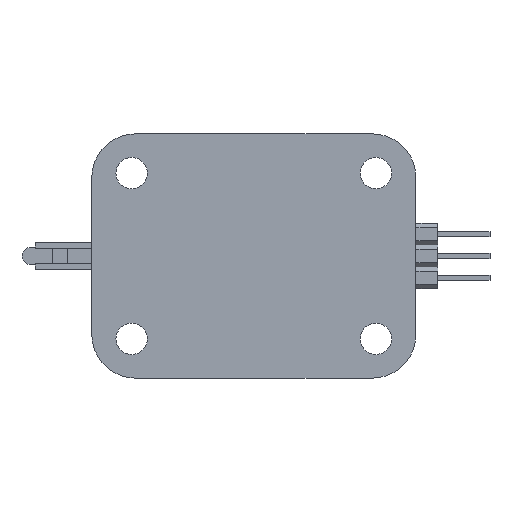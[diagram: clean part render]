
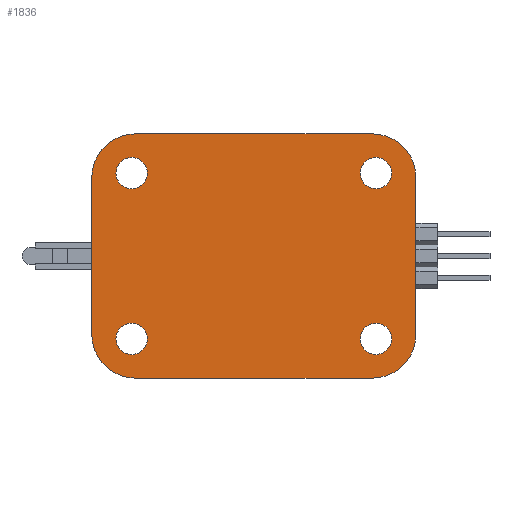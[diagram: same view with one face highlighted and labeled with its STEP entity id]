
A CAD part, front view. The second image highlights one B-rep face of the part: STEP entity #1836.
In plain terms, the highlighted planar face has unit normal (0, -1, 0).
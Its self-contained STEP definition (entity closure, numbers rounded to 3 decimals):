
#36 = CARTESIAN_POINT ( 'NONE',  ( 13.575, 0., -14. ) ) ;
#112 = CIRCLE ( 'NONE', #3741, 5. ) ;
#162 = ORIENTED_EDGE ( 'NONE', *, *, #3504, .T. ) ;
#318 = CARTESIAN_POINT ( 'NONE',  ( -13.575, 0., 9. ) ) ;
#326 = DIRECTION ( 'NONE',  ( -1., 0., 0. ) ) ;
#357 = CARTESIAN_POINT ( 'NONE',  ( -14., 0., -7.7 ) ) ;
#399 = CARTESIAN_POINT ( 'NONE',  ( -14., 0., 9.5 ) ) ;
#437 = VERTEX_POINT ( 'NONE', #2339 ) ;
#529 = VERTEX_POINT ( 'NONE', #1252 ) ;
#545 = CIRCLE ( 'NONE', #2009, 1.8 ) ;
#597 = VERTEX_POINT ( 'NONE', #3134 ) ;
#598 = ORIENTED_EDGE ( 'NONE', *, *, #5111, .T. ) ;
#670 = VERTEX_POINT ( 'NONE', #36 ) ;
#681 = DIRECTION ( 'NONE',  ( 0., 1., 0. ) ) ;
#695 = AXIS2_PLACEMENT_3D ( 'NONE', #4515, #5433, #1595 ) ;
#714 = FACE_BOUND ( 'NONE', #4326, .T. ) ;
#720 = ORIENTED_EDGE ( 'NONE', *, *, #2749, .F. ) ;
#750 = CARTESIAN_POINT ( 'NONE',  ( 14., 0., 7.7 ) ) ;
#827 = DIRECTION ( 'NONE',  ( 0., 1., 0. ) ) ;
#875 = DIRECTION ( 'NONE',  ( 0., 0., 1. ) ) ;
#927 = AXIS2_PLACEMENT_3D ( 'NONE', #1133, #681, #4485 ) ;
#962 = CARTESIAN_POINT ( 'NONE',  ( -14., 0., 11.3 ) ) ;
#1026 = EDGE_CURVE ( 'NONE', #4620, #529, #1051, .T. ) ;
#1029 = VERTEX_POINT ( 'NONE', #357 ) ;
#1035 = EDGE_CURVE ( 'NONE', #670, #1818, #4307, .T. ) ;
#1051 = CIRCLE ( 'NONE', #1781, 1.8 ) ;
#1133 = CARTESIAN_POINT ( 'NONE',  ( 14., 0., -9.5 ) ) ;
#1137 = CIRCLE ( 'NONE', #2510, 5. ) ;
#1139 = CARTESIAN_POINT ( 'NONE',  ( -13.575, 0., -14. ) ) ;
#1162 = AXIS2_PLACEMENT_3D ( 'NONE', #1947, #3623, #2781 ) ;
#1202 = EDGE_CURVE ( 'NONE', #3223, #3162, #1137, .T. ) ;
#1241 = CARTESIAN_POINT ( 'NONE',  ( 14., 0., -11.3 ) ) ;
#1252 = CARTESIAN_POINT ( 'NONE',  ( -14., 0., 7.7 ) ) ;
#1371 = ORIENTED_EDGE ( 'NONE', *, *, #2191, .F. ) ;
#1372 = EDGE_CURVE ( 'NONE', #1029, #5220, #2783, .T. ) ;
#1426 = DIRECTION ( 'NONE',  ( 0., 1., 0. ) ) ;
#1448 = AXIS2_PLACEMENT_3D ( 'NONE', #2449, #4122, #4926 ) ;
#1478 = VERTEX_POINT ( 'NONE', #4504 ) ;
#1562 = ORIENTED_EDGE ( 'NONE', *, *, #1035, .F. ) ;
#1595 = DIRECTION ( 'NONE',  ( 0., 0., 1. ) ) ;
#1712 = CIRCLE ( 'NONE', #1162, 5. ) ;
#1773 = ORIENTED_EDGE ( 'NONE', *, *, #3839, .F. ) ;
#1781 = AXIS2_PLACEMENT_3D ( 'NONE', #5466, #5549, #4280 ) ;
#1808 = EDGE_CURVE ( 'NONE', #5220, #1029, #4029, .T. ) ;
#1813 = ORIENTED_EDGE ( 'NONE', *, *, #3167, .F. ) ;
#1815 = LINE ( 'NONE', #3185, #3278 ) ;
#1818 = VERTEX_POINT ( 'NONE', #1139 ) ;
#1836 = ADVANCED_FACE ( 'NONE', ( #5013, #3282, #714, #5459, #2890 ), #4542, .F. ) ;
#1905 = CARTESIAN_POINT ( 'NONE',  ( -18.575, 0., -9. ) ) ;
#1907 = DIRECTION ( 'NONE',  ( 0., 0., -1. ) ) ;
#1947 = CARTESIAN_POINT ( 'NONE',  ( -13.575, 0., -9. ) ) ;
#1984 = ORIENTED_EDGE ( 'NONE', *, *, #1202, .F. ) ;
#2009 = AXIS2_PLACEMENT_3D ( 'NONE', #2974, #2593, #3906 ) ;
#2025 = CARTESIAN_POINT ( 'NONE',  ( 18.575, 0., 9. ) ) ;
#2089 = DIRECTION ( 'NONE',  ( 0., 0., 1. ) ) ;
#2137 = DIRECTION ( 'NONE',  ( 0., 0., 1. ) ) ;
#2191 = EDGE_CURVE ( 'NONE', #3465, #597, #4432, .T. ) ;
#2254 = DIRECTION ( 'NONE',  ( 0., 0., 1. ) ) ;
#2287 = CIRCLE ( 'NONE', #2934, 1.8 ) ;
#2312 = CARTESIAN_POINT ( 'NONE',  ( 18.575, 0., -9. ) ) ;
#2339 = CARTESIAN_POINT ( 'NONE',  ( 13.575, 0., 14. ) ) ;
#2449 = CARTESIAN_POINT ( 'NONE',  ( 13.575, 0., 9. ) ) ;
#2510 = AXIS2_PLACEMENT_3D ( 'NONE', #4381, #1426, #2254 ) ;
#2589 = CARTESIAN_POINT ( 'NONE',  ( 14., 0., 9.5 ) ) ;
#2593 = DIRECTION ( 'NONE',  ( 0., 1., 0. ) ) ;
#2682 = VERTEX_POINT ( 'NONE', #5368 ) ;
#2749 = EDGE_CURVE ( 'NONE', #1818, #5509, #1712, .T. ) ;
#2755 = AXIS2_PLACEMENT_3D ( 'NONE', #3850, #5526, #5553 ) ;
#2781 = DIRECTION ( 'NONE',  ( 0., 0., 1. ) ) ;
#2783 = CIRCLE ( 'NONE', #3316, 1.8 ) ;
#2833 = VERTEX_POINT ( 'NONE', #750 ) ;
#2840 = ORIENTED_EDGE ( 'NONE', *, *, #4511, .T. ) ;
#2856 = ORIENTED_EDGE ( 'NONE', *, *, #1372, .T. ) ;
#2890 = FACE_OUTER_BOUND ( 'NONE', #4113, .T. ) ;
#2907 = ORIENTED_EDGE ( 'NONE', *, *, #1026, .T. ) ;
#2934 = AXIS2_PLACEMENT_3D ( 'NONE', #2589, #4341, #875 ) ;
#2974 = CARTESIAN_POINT ( 'NONE',  ( 14., 0., -9.5 ) ) ;
#2982 = VECTOR ( 'NONE', #326, 1000. ) ;
#3048 = DIRECTION ( 'NONE',  ( 0., 0., -1. ) ) ;
#3060 = VERTEX_POINT ( 'NONE', #1241 ) ;
#3095 = DIRECTION ( 'NONE',  ( 0., 1., 0. ) ) ;
#3134 = CARTESIAN_POINT ( 'NONE',  ( 18.575, 0., -9. ) ) ;
#3162 = VERTEX_POINT ( 'NONE', #3337 ) ;
#3167 = EDGE_CURVE ( 'NONE', #3162, #437, #5324, .T. ) ;
#3185 = CARTESIAN_POINT ( 'NONE',  ( -18.575, 0., -9. ) ) ;
#3223 = VERTEX_POINT ( 'NONE', #4163 ) ;
#3278 = VECTOR ( 'NONE', #3551, 1000. ) ;
#3282 = FACE_BOUND ( 'NONE', #5161, .T. ) ;
#3316 = AXIS2_PLACEMENT_3D ( 'NONE', #4421, #4449, #4796 ) ;
#3337 = CARTESIAN_POINT ( 'NONE',  ( -13.575, 0., 14. ) ) ;
#3393 = DIRECTION ( 'NONE',  ( 0., 1., 0. ) ) ;
#3465 = VERTEX_POINT ( 'NONE', #2025 ) ;
#3504 = EDGE_CURVE ( 'NONE', #529, #4620, #3534, .T. ) ;
#3534 = CIRCLE ( 'NONE', #3809, 1.8 ) ;
#3551 = DIRECTION ( 'NONE',  ( 0., 0., 1. ) ) ;
#3623 = DIRECTION ( 'NONE',  ( 0., 1., 0. ) ) ;
#3701 = CARTESIAN_POINT ( 'NONE',  ( -13.575, 0., 14. ) ) ;
#3741 = AXIS2_PLACEMENT_3D ( 'NONE', #3977, #3095, #3048 ) ;
#3809 = AXIS2_PLACEMENT_3D ( 'NONE', #399, #827, #2137 ) ;
#3839 = EDGE_CURVE ( 'NONE', #437, #3465, #4949, .T. ) ;
#3844 = CARTESIAN_POINT ( 'NONE',  ( -13.575, 0., -14. ) ) ;
#3850 = CARTESIAN_POINT ( 'NONE',  ( 14., 0., 9.5 ) ) ;
#3881 = VECTOR ( 'NONE', #5018, 1000. ) ;
#3906 = DIRECTION ( 'NONE',  ( 0., 0., 1. ) ) ;
#3950 = CARTESIAN_POINT ( 'NONE',  ( -14., 0., -11.3 ) ) ;
#3977 = CARTESIAN_POINT ( 'NONE',  ( 13.575, 0., -9. ) ) ;
#3997 = CIRCLE ( 'NONE', #927, 1.8 ) ;
#4016 = ORIENTED_EDGE ( 'NONE', *, *, #1808, .T. ) ;
#4029 = CIRCLE ( 'NONE', #695, 1.8 ) ;
#4099 = EDGE_LOOP ( 'NONE', ( #4902, #2840 ) ) ;
#4113 = EDGE_LOOP ( 'NONE', ( #1984, #4650, #720, #1562, #4742, #1371, #1773, #1813 ) ) ;
#4119 = AXIS2_PLACEMENT_3D ( 'NONE', #318, #3393, #2089 ) ;
#4122 = DIRECTION ( 'NONE',  ( 0., 1., 0. ) ) ;
#4163 = CARTESIAN_POINT ( 'NONE',  ( -18.575, 0., 9. ) ) ;
#4280 = DIRECTION ( 'NONE',  ( 0., 0., 1. ) ) ;
#4307 = LINE ( 'NONE', #3844, #2982 ) ;
#4326 = EDGE_LOOP ( 'NONE', ( #598, #5521 ) ) ;
#4341 = DIRECTION ( 'NONE',  ( 0., 1., 0. ) ) ;
#4381 = CARTESIAN_POINT ( 'NONE',  ( -13.575, 0., 9. ) ) ;
#4421 = CARTESIAN_POINT ( 'NONE',  ( -14., 0., -9.5 ) ) ;
#4432 = LINE ( 'NONE', #2312, #5357 ) ;
#4449 = DIRECTION ( 'NONE',  ( 0., 1., 0. ) ) ;
#4485 = DIRECTION ( 'NONE',  ( 0., 0., 1. ) ) ;
#4504 = CARTESIAN_POINT ( 'NONE',  ( 14., 0., 11.3 ) ) ;
#4511 = EDGE_CURVE ( 'NONE', #3060, #2682, #545, .T. ) ;
#4515 = CARTESIAN_POINT ( 'NONE',  ( -14., 0., -9.5 ) ) ;
#4542 = PLANE ( 'NONE',  #4119 ) ;
#4604 = EDGE_CURVE ( 'NONE', #5509, #3223, #1815, .T. ) ;
#4612 = CIRCLE ( 'NONE', #2755, 1.8 ) ;
#4620 = VERTEX_POINT ( 'NONE', #962 ) ;
#4650 = ORIENTED_EDGE ( 'NONE', *, *, #4604, .F. ) ;
#4742 = ORIENTED_EDGE ( 'NONE', *, *, #5247, .F. ) ;
#4796 = DIRECTION ( 'NONE',  ( 0., 0., 1. ) ) ;
#4879 = EDGE_CURVE ( 'NONE', #2833, #1478, #2287, .T. ) ;
#4902 = ORIENTED_EDGE ( 'NONE', *, *, #5491, .T. ) ;
#4926 = DIRECTION ( 'NONE',  ( 0., 0., 1. ) ) ;
#4949 = CIRCLE ( 'NONE', #1448, 5. ) ;
#5013 = FACE_BOUND ( 'NONE', #5104, .T. ) ;
#5018 = DIRECTION ( 'NONE',  ( 1., 0., 0. ) ) ;
#5104 = EDGE_LOOP ( 'NONE', ( #2856, #4016 ) ) ;
#5111 = EDGE_CURVE ( 'NONE', #1478, #2833, #4612, .T. ) ;
#5161 = EDGE_LOOP ( 'NONE', ( #2907, #162 ) ) ;
#5220 = VERTEX_POINT ( 'NONE', #3950 ) ;
#5247 = EDGE_CURVE ( 'NONE', #597, #670, #112, .T. ) ;
#5324 = LINE ( 'NONE', #3701, #3881 ) ;
#5357 = VECTOR ( 'NONE', #1907, 1000. ) ;
#5368 = CARTESIAN_POINT ( 'NONE',  ( 14., 0., -7.7 ) ) ;
#5433 = DIRECTION ( 'NONE',  ( 0., 1., 0. ) ) ;
#5459 = FACE_BOUND ( 'NONE', #4099, .T. ) ;
#5466 = CARTESIAN_POINT ( 'NONE',  ( -14., 0., 9.5 ) ) ;
#5491 = EDGE_CURVE ( 'NONE', #2682, #3060, #3997, .T. ) ;
#5509 = VERTEX_POINT ( 'NONE', #1905 ) ;
#5521 = ORIENTED_EDGE ( 'NONE', *, *, #4879, .T. ) ;
#5526 = DIRECTION ( 'NONE',  ( 0., 1., 0. ) ) ;
#5549 = DIRECTION ( 'NONE',  ( 0., 1., 0. ) ) ;
#5553 = DIRECTION ( 'NONE',  ( 0., 0., 1. ) ) ;
